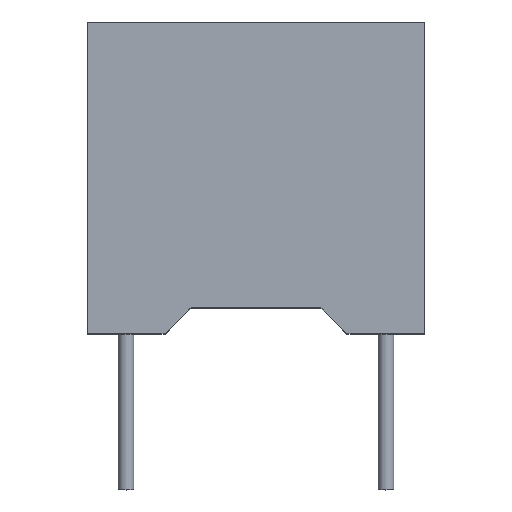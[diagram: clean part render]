
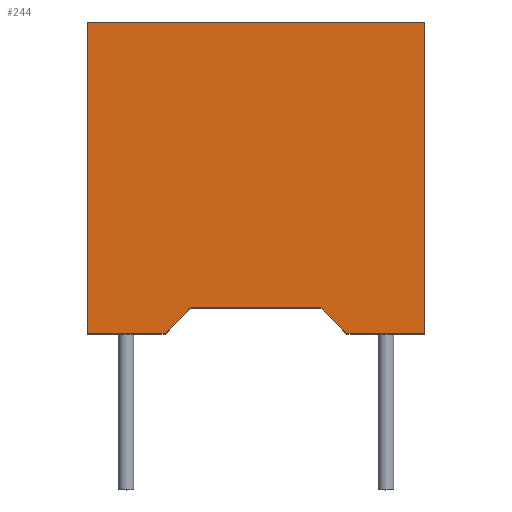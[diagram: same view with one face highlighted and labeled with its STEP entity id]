
A CAD part, top view. The second image highlights one B-rep face of the part: STEP entity #244.
In plain terms, the highlighted planar face has unit normal (0, 0, 1).
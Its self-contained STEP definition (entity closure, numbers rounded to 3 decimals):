
#27=PLANE('',#282);
#41=FACE_OUTER_BOUND('',#57,.T.);
#57=EDGE_LOOP('',(#216,#217,#218,#219,#220,#221,#222,#223));
#69=LINE('',#383,#95);
#71=LINE('',#387,#97);
#73=LINE('',#391,#99);
#75=LINE('',#395,#101);
#77=LINE('',#399,#103);
#79=LINE('',#403,#105);
#81=LINE('',#407,#107);
#83=LINE('',#410,#109);
#95=VECTOR('',#316,10.);
#97=VECTOR('',#320,10.);
#99=VECTOR('',#324,10.);
#101=VECTOR('',#328,10.);
#103=VECTOR('',#332,10.);
#105=VECTOR('',#336,10.);
#107=VECTOR('',#340,10.);
#109=VECTOR('',#344,10.);
#126=VERTEX_POINT('',#380);
#127=VERTEX_POINT('',#382);
#128=VERTEX_POINT('',#386);
#129=VERTEX_POINT('',#390);
#130=VERTEX_POINT('',#394);
#131=VERTEX_POINT('',#398);
#132=VERTEX_POINT('',#402);
#133=VERTEX_POINT('',#406);
#149=EDGE_CURVE('',#127,#126,#69,.T.);
#151=EDGE_CURVE('',#128,#127,#71,.T.);
#153=EDGE_CURVE('',#129,#128,#73,.T.);
#155=EDGE_CURVE('',#130,#129,#75,.T.);
#157=EDGE_CURVE('',#131,#130,#77,.T.);
#159=EDGE_CURVE('',#132,#131,#79,.T.);
#161=EDGE_CURVE('',#133,#132,#81,.T.);
#163=EDGE_CURVE('',#126,#133,#83,.T.);
#216=ORIENTED_EDGE('',*,*,#163,.T.);
#217=ORIENTED_EDGE('',*,*,#161,.T.);
#218=ORIENTED_EDGE('',*,*,#159,.T.);
#219=ORIENTED_EDGE('',*,*,#157,.T.);
#220=ORIENTED_EDGE('',*,*,#155,.T.);
#221=ORIENTED_EDGE('',*,*,#153,.T.);
#222=ORIENTED_EDGE('',*,*,#151,.T.);
#223=ORIENTED_EDGE('',*,*,#149,.T.);
#244=ADVANCED_FACE('',(#41),#27,.T.);
#282=AXIS2_PLACEMENT_3D('',#411,#345,#346);
#316=DIRECTION('',(0.,1.,0.));
#320=DIRECTION('',(1.,0.,0.));
#324=DIRECTION('',(0.707,-0.707,0.));
#328=DIRECTION('',(1.,0.,0.));
#332=DIRECTION('',(0.707,0.707,0.));
#336=DIRECTION('',(1.,0.,0.));
#340=DIRECTION('',(0.,-1.,0.));
#344=DIRECTION('',(-1.,0.,0.));
#345=DIRECTION('center_axis',(0.,0.,1.));
#346=DIRECTION('ref_axis',(1.,0.,0.));
#380=CARTESIAN_POINT('',(6.5,12.,3.));
#382=CARTESIAN_POINT('',(6.5,0.,3.));
#383=CARTESIAN_POINT('',(6.5,12.,3.));
#386=CARTESIAN_POINT('',(3.5,0.,3.));
#387=CARTESIAN_POINT('',(6.5,0.,3.));
#390=CARTESIAN_POINT('',(2.5,1.,3.));
#391=CARTESIAN_POINT('',(3.5,0.,3.));
#394=CARTESIAN_POINT('',(-2.5,1.,3.));
#395=CARTESIAN_POINT('',(2.5,1.,3.));
#398=CARTESIAN_POINT('',(-3.5,0.,3.));
#399=CARTESIAN_POINT('',(-2.5,1.,3.));
#402=CARTESIAN_POINT('',(-6.5,0.,3.));
#403=CARTESIAN_POINT('',(-3.5,0.,3.));
#406=CARTESIAN_POINT('',(-6.5,12.,3.));
#407=CARTESIAN_POINT('',(-6.5,0.,3.));
#410=CARTESIAN_POINT('',(-6.5,12.,3.));
#411=CARTESIAN_POINT('Origin',(0.,6.028,3.));
